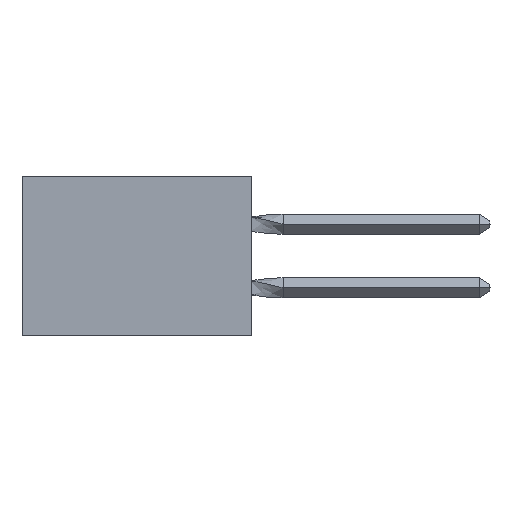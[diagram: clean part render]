
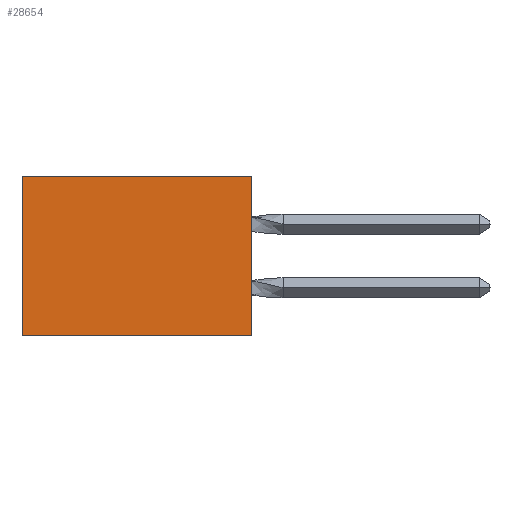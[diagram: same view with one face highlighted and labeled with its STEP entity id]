
A CAD part, left-side view. The second image highlights one B-rep face of the part: STEP entity #28654.
In plain terms, the highlighted planar face has unit normal (-1, 0, 0).
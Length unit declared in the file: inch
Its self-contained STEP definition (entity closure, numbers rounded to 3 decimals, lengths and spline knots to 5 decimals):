
#594 = VECTOR ( 'NONE', #17829, 39.37008 ) ;
#1030 = VERTEX_POINT ( 'NONE', #25127 ) ;
#3511 = ORIENTED_EDGE ( 'NONE', *, *, #12038, .T. ) ;
#3674 = CARTESIAN_POINT ( 'NONE',  ( 0.305, 0., -0.5 ) ) ;
#3883 = VECTOR ( 'NONE', #10530, 39.37008 ) ;
#4259 = AXIS2_PLACEMENT_3D ( 'NONE', #12430, #5195, #7860 ) ;
#5195 = DIRECTION ( 'NONE',  ( 1., 0., 0. ) ) ;
#5947 = VERTEX_POINT ( 'NONE', #26013 ) ;
#7860 = DIRECTION ( 'NONE',  ( 0., 0., -1. ) ) ;
#8010 = LINE ( 'NONE', #17933, #594 ) ;
#8292 = ORIENTED_EDGE ( 'NONE', *, *, #16776, .T. ) ;
#9385 = ORIENTED_EDGE ( 'NONE', *, *, #19150, .F. ) ;
#9971 = CARTESIAN_POINT ( 'NONE',  ( 0.305, 0., 0. ) ) ;
#10530 = DIRECTION ( 'NONE',  ( 0., 1., 0. ) ) ;
#10793 = VECTOR ( 'NONE', #20243, 39.37008 ) ;
#11119 = EDGE_LOOP ( 'NONE', ( #8292, #18098, #9385, #3511 ) ) ;
#12038 = EDGE_CURVE ( 'NONE', #15545, #1030, #8010, .T. ) ;
#12430 = CARTESIAN_POINT ( 'NONE',  ( 0.305, 0., -0.5 ) ) ;
#12906 = VERTEX_POINT ( 'NONE', #27761 ) ;
#14888 = LINE ( 'NONE', #3674, #23678 ) ;
#15181 = DIRECTION ( 'NONE',  ( 0., 0., -1. ) ) ;
#15545 = VERTEX_POINT ( 'NONE', #9971 ) ;
#16776 = EDGE_CURVE ( 'NONE', #1030, #12906, #22800, .T. ) ;
#17829 = DIRECTION ( 'NONE',  ( 0., 1., 0. ) ) ;
#17933 = CARTESIAN_POINT ( 'NONE',  ( 0.305, 0., 0. ) ) ;
#17964 = CARTESIAN_POINT ( 'NONE',  ( 0.305, 0.72, -0.5 ) ) ;
#18098 = ORIENTED_EDGE ( 'NONE', *, *, #25814, .F. ) ;
#19150 = EDGE_CURVE ( 'NONE', #15545, #5947, #14888, .T. ) ;
#20243 = DIRECTION ( 'NONE',  ( 0., 0., -1. ) ) ;
#22800 = LINE ( 'NONE', #17964, #10793 ) ;
#23339 = FACE_OUTER_BOUND ( 'NONE', #11119, .T. ) ;
#23678 = VECTOR ( 'NONE', #15181, 39.37008 ) ;
#25127 = CARTESIAN_POINT ( 'NONE',  ( 0.305, 0.72, 0. ) ) ;
#25711 = PLANE ( 'NONE',  #4259 ) ;
#25814 = EDGE_CURVE ( 'NONE', #5947, #12906, #28672, .T. ) ;
#26013 = CARTESIAN_POINT ( 'NONE',  ( 0.305, 0., -0.5 ) ) ;
#26466 = CARTESIAN_POINT ( 'NONE',  ( 0.305, 0., -0.5 ) ) ;
#27761 = CARTESIAN_POINT ( 'NONE',  ( 0.305, 0.72, -0.5 ) ) ;
#28654 = ADVANCED_FACE ( 'NONE', ( #23339 ), #25711, .F. ) ;
#28672 = LINE ( 'NONE', #26466, #3883 ) ;
